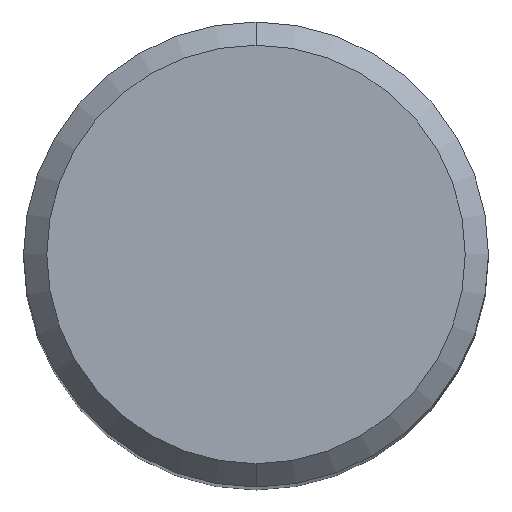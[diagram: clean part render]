
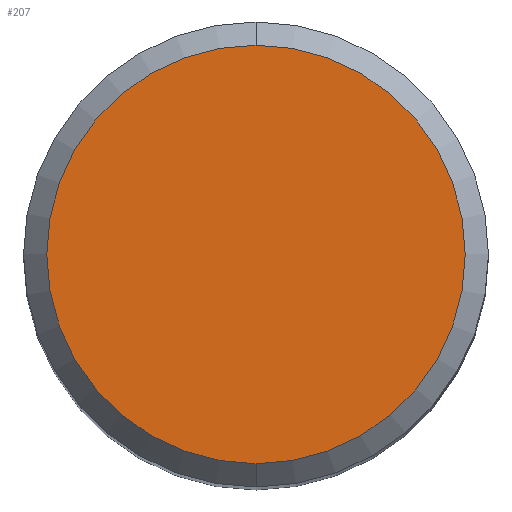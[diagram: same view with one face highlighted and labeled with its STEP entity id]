
A CAD part, top view. The second image highlights one B-rep face of the part: STEP entity #207.
In plain terms, the highlighted planar face has unit normal (0, 0, 1).
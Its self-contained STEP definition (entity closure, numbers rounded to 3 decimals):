
#207=ADVANCED_FACE('',(#518),#519,.T.);
#251=EDGE_CURVE('',#297,#419,#567,.T.);
#283=EDGE_CURVE('',#419,#297,#604,.T.);
#297=VERTEX_POINT('',#619);
#419=VERTEX_POINT('',#751);
#518=FACE_OUTER_BOUND('',#940,.T.);
#519=PLANE('',#941);
#567=CIRCLE('',#1030,5.4);
#604=CIRCLE('',#1116,5.4);
#619=CARTESIAN_POINT('',(0.0,5.4,0.0));
#751=CARTESIAN_POINT('',(0.,-5.4,0.0));
#940=EDGE_LOOP('',(#1560,#1561));
#941=AXIS2_PLACEMENT_3D('',#1562,#1563,#1564);
#1030=AXIS2_PLACEMENT_3D('',#1616,#1617,#1618);
#1116=AXIS2_PLACEMENT_3D('',#1666,#1667,#1668);
#1560=ORIENTED_EDGE('',*,*,#251,.F.);
#1561=ORIENTED_EDGE('',*,*,#283,.F.);
#1562=CARTESIAN_POINT('',(0.0,2.7,0.0));
#1563=DIRECTION('',(-0.0,0.0,1.0));
#1564=DIRECTION('',(0.0,-1.0,0.0));
#1616=CARTESIAN_POINT('',(0.0,0.0,0.0));
#1617=DIRECTION('',(0.0,0.0,-1.0));
#1618=DIRECTION('',(0.0,1.0,0.0));
#1666=CARTESIAN_POINT('',(0.0,0.0,0.0));
#1667=DIRECTION('',(0.0,0.0,-1.0));
#1668=DIRECTION('',(0.0,1.0,0.0));
